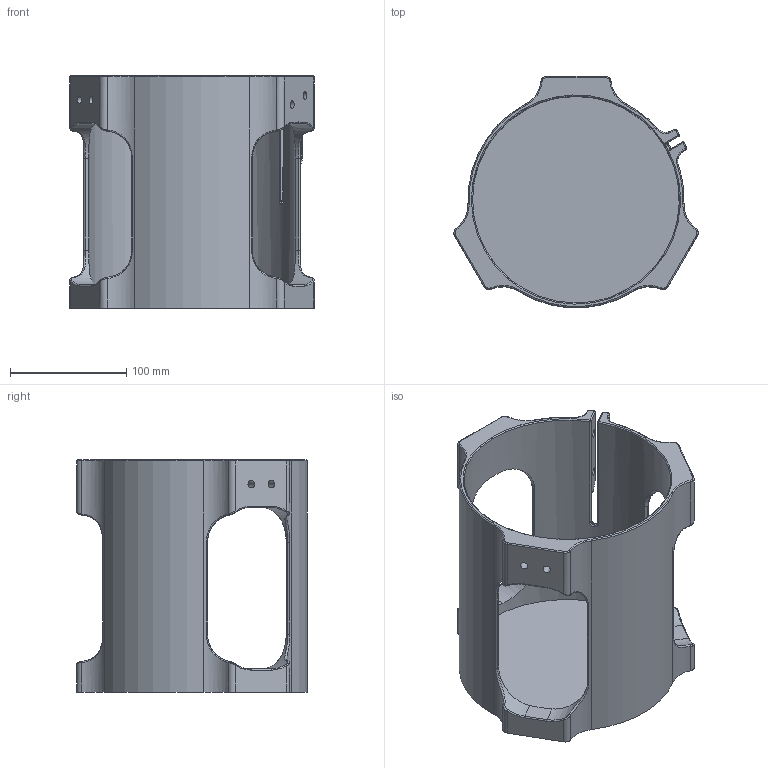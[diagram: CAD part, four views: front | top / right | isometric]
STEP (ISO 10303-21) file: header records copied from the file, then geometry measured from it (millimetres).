
FILE_DESCRIPTION(/* description */ (''),/* implementation_level */ '2;1');
FILE_NAME(/* name */ 'Tank Mount.step',/* time_stamp */ '2025-11-18T11:14:59-05:00',/* author */ (''),/* organization */ (''),/* preprocessor_version */ 'ST-DEVELOPER v20.1',/* originating_system */ 'Autodesk Translation Framework v14.21.0.0',/* authorisation */ '');
FILE_SCHEMA (('AUTOMOTIVE_DESIGN { 1 0 10303 214 3 1 1 }'));
Length unit declared in the file: millimetre
Products named in the file (1): Tank Mount
Bounding box: 210.12 x 198.7 x 200 mm (x, y, z)
Volume: 773834.1 mm3; surface area: 240676.9 mm2
Topology: 1 solids, 1 shells, 208 faces, 495 edges, 296 vertices
Faces by surface type: cylinder 90, plane 47, torus 37, bspline 30, sphere 4
Full cylindrical faces by diameter (mm): 1 x2, 6.5 x16, 9.7 x2, 178 x1
Entity records: 7911 total; most frequent: CARTESIAN_POINT 3107, DIRECTION 1020, ORIENTED_EDGE 990, EDGE_CURVE 495, AXIS2_PLACEMENT_3D 428, VERTEX_POINT 296, CIRCLE 247, EDGE_LOOP 229
